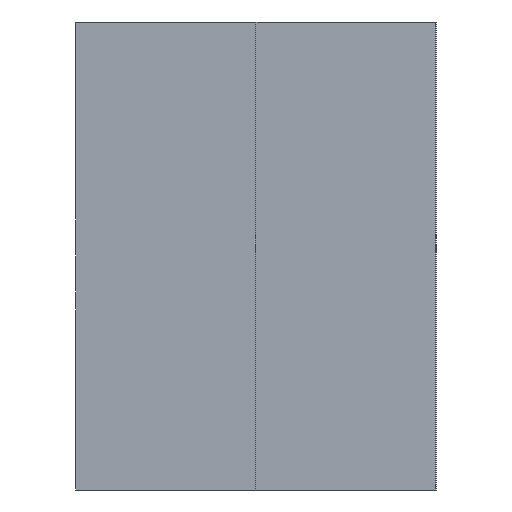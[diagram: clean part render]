
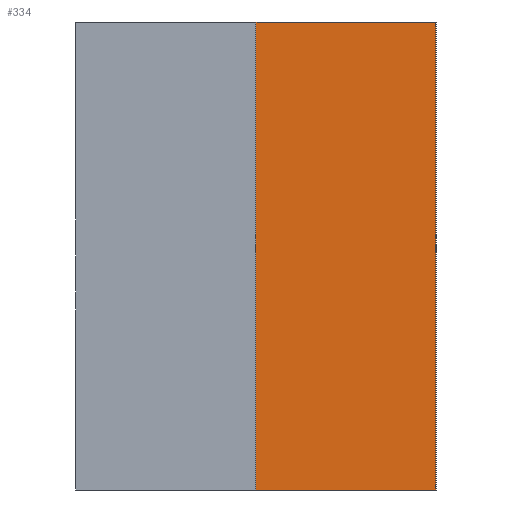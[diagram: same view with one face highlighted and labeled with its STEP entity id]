
A CAD part, left-side view. The second image highlights one B-rep face of the part: STEP entity #334.
In plain terms, the highlighted planar face has unit normal (-1, 0, 0).
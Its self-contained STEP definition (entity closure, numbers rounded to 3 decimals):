
#20 = CARTESIAN_POINT ( 'NONE',  ( -35., 5., -6.5 ) ) ;
#47 = AXIS2_PLACEMENT_3D ( 'NONE', #145, #154, #310 ) ;
#81 = LINE ( 'NONE', #442, #316 ) ;
#92 = LINE ( 'NONE', #431, #108 ) ;
#99 = CARTESIAN_POINT ( 'NONE',  ( -35., 0., -6.5 ) ) ;
#108 = VECTOR ( 'NONE', #427, 1000. ) ;
#109 = VERTEX_POINT ( 'NONE', #339 ) ;
#116 = DIRECTION ( 'NONE',  ( 0., 0., 1. ) ) ;
#120 = VECTOR ( 'NONE', #335, 1000. ) ;
#126 = EDGE_CURVE ( 'NONE', #140, #109, #416, .T. ) ;
#140 = VERTEX_POINT ( 'NONE', #233 ) ;
#145 = CARTESIAN_POINT ( 'NONE',  ( -35., 5., -6.5 ) ) ;
#154 = DIRECTION ( 'NONE',  ( 1., 0., 0. ) ) ;
#172 = EDGE_LOOP ( 'NONE', ( #307, #209, #403, #244 ) ) ;
#191 = EDGE_CURVE ( 'NONE', #109, #434, #92, .T. ) ;
#209 = ORIENTED_EDGE ( 'NONE', *, *, #191, .F. ) ;
#221 = VERTEX_POINT ( 'NONE', #99 ) ;
#228 = VECTOR ( 'NONE', #446, 1000. ) ;
#232 = PLANE ( 'NONE',  #47 ) ;
#233 = CARTESIAN_POINT ( 'NONE',  ( -35., 5., -6.5 ) ) ;
#244 = ORIENTED_EDGE ( 'NONE', *, *, #368, .T. ) ;
#301 = FACE_OUTER_BOUND ( 'NONE', #172, .T. ) ;
#307 = ORIENTED_EDGE ( 'NONE', *, *, #385, .T. ) ;
#310 = DIRECTION ( 'NONE',  ( 0., 0., -1. ) ) ;
#316 = VECTOR ( 'NONE', #116, 1000. ) ;
#334 = ADVANCED_FACE ( 'NONE', ( #301 ), #232, .F. ) ;
#335 = DIRECTION ( 'NONE',  ( 0., -1., 0. ) ) ;
#339 = CARTESIAN_POINT ( 'NONE',  ( -35., 5., 6.5 ) ) ;
#368 = EDGE_CURVE ( 'NONE', #140, #221, #441, .T. ) ;
#380 = CARTESIAN_POINT ( 'NONE',  ( -35., 0., 6.5 ) ) ;
#385 = EDGE_CURVE ( 'NONE', #221, #434, #81, .T. ) ;
#403 = ORIENTED_EDGE ( 'NONE', *, *, #126, .F. ) ;
#416 = LINE ( 'NONE', #20, #228 ) ;
#427 = DIRECTION ( 'NONE',  ( 0., -1., 0. ) ) ;
#431 = CARTESIAN_POINT ( 'NONE',  ( -35., 5., 6.5 ) ) ;
#434 = VERTEX_POINT ( 'NONE', #380 ) ;
#441 = LINE ( 'NONE', #447, #120 ) ;
#442 = CARTESIAN_POINT ( 'NONE',  ( -35., 0., -6.5 ) ) ;
#446 = DIRECTION ( 'NONE',  ( 0., 0., 1. ) ) ;
#447 = CARTESIAN_POINT ( 'NONE',  ( -35., 5., -6.5 ) ) ;
